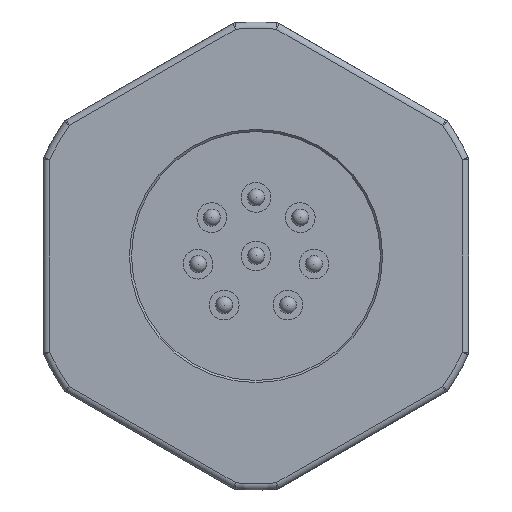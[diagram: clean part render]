
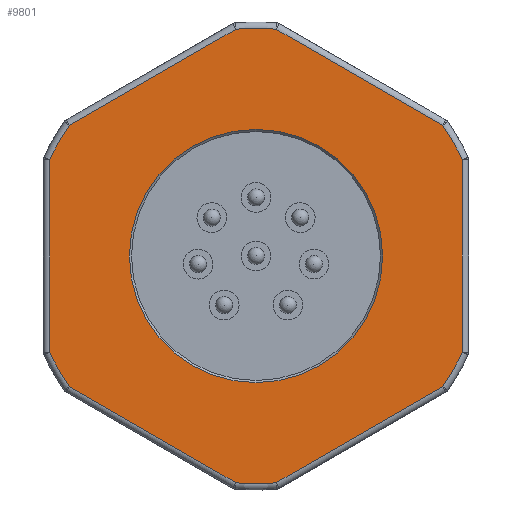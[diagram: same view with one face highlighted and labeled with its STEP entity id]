
A CAD part, left-side view. The second image highlights one B-rep face of the part: STEP entity #9801.
In plain terms, the highlighted face is planar.
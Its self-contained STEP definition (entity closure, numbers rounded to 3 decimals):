
#657=LINE('',#20171,#1465);
#663=LINE('',#20199,#1471);
#669=LINE('',#20227,#1477);
#675=LINE('',#20255,#1483);
#681=LINE('',#20283,#1489);
#687=LINE('',#20311,#1495);
#1465=VECTOR('',#12005,1000.);
#1471=VECTOR('',#12043,1000.);
#1477=VECTOR('',#12081,1000.);
#1483=VECTOR('',#12119,1000.);
#1489=VECTOR('',#12157,1000.);
#1495=VECTOR('',#12195,1000.);
#2193=PLANE('',#10640);
#3732=ORIENTED_EDGE('',*,*,#5685,.F.);
#3733=ORIENTED_EDGE('',*,*,#5897,.F.);
#3734=ORIENTED_EDGE('',*,*,#5890,.F.);
#3735=ORIENTED_EDGE('',*,*,#5883,.F.);
#3736=ORIENTED_EDGE('',*,*,#5876,.F.);
#3737=ORIENTED_EDGE('',*,*,#5869,.T.);
#3738=ORIENTED_EDGE('',*,*,#5862,.F.);
#3739=ORIENTED_EDGE('',*,*,#5855,.F.);
#3740=ORIENTED_EDGE('',*,*,#5848,.F.);
#3741=ORIENTED_EDGE('',*,*,#5841,.F.);
#3742=ORIENTED_EDGE('',*,*,#5834,.F.);
#3743=ORIENTED_EDGE('',*,*,#5827,.T.);
#3744=ORIENTED_EDGE('',*,*,#5901,.F.);
#5685=EDGE_CURVE('',#6975,#6975,#7727,.T.);
#5827=EDGE_CURVE('',#7065,#7064,#657,.T.);
#5834=EDGE_CURVE('',#7065,#7068,#7799,.T.);
#5841=EDGE_CURVE('',#7068,#7071,#663,.T.);
#5848=EDGE_CURVE('',#7071,#7074,#7807,.T.);
#5855=EDGE_CURVE('',#7074,#7077,#669,.T.);
#5862=EDGE_CURVE('',#7077,#7080,#7815,.T.);
#5869=EDGE_CURVE('',#7083,#7080,#675,.T.);
#5876=EDGE_CURVE('',#7083,#7086,#7823,.T.);
#5883=EDGE_CURVE('',#7086,#7089,#681,.T.);
#5890=EDGE_CURVE('',#7089,#7092,#7831,.T.);
#5897=EDGE_CURVE('',#7092,#7095,#687,.T.);
#5901=EDGE_CURVE('',#7095,#7064,#7837,.T.);
#6975=VERTEX_POINT('',#18150);
#7064=VERTEX_POINT('',#20164);
#7065=VERTEX_POINT('',#20168);
#7068=VERTEX_POINT('',#20182);
#7071=VERTEX_POINT('',#20196);
#7074=VERTEX_POINT('',#20210);
#7077=VERTEX_POINT('',#20224);
#7080=VERTEX_POINT('',#20238);
#7083=VERTEX_POINT('',#20252);
#7086=VERTEX_POINT('',#20266);
#7089=VERTEX_POINT('',#20280);
#7092=VERTEX_POINT('',#20294);
#7095=VERTEX_POINT('',#20308);
#7727=CIRCLE('',#10438,5.95);
#7799=CIRCLE('',#10561,10.7);
#7807=CIRCLE('',#10577,10.7);
#7815=CIRCLE('',#10593,10.7);
#7823=CIRCLE('',#10609,10.7);
#7831=CIRCLE('',#10625,10.7);
#7837=CIRCLE('',#10639,10.7);
#8327=EDGE_LOOP('',(#3732));
#8328=EDGE_LOOP('',(#3733,#3734,#3735,#3736,#3737,#3738,#3739,#3740,#3741,
#3742,#3743,#3744));
#9038=FACE_BOUND('',#8327,.T.);
#9039=FACE_BOUND('',#8328,.T.);
#9801=ADVANCED_FACE('',(#9038,#9039),#2193,.F.);
#10438=AXIS2_PLACEMENT_3D('',#18149,#11742,#11743);
#10561=AXIS2_PLACEMENT_3D('',#20185,#12024,#12025);
#10577=AXIS2_PLACEMENT_3D('',#20213,#12062,#12063);
#10593=AXIS2_PLACEMENT_3D('',#20241,#12100,#12101);
#10609=AXIS2_PLACEMENT_3D('',#20269,#12138,#12139);
#10625=AXIS2_PLACEMENT_3D('',#20297,#12176,#12177);
#10639=AXIS2_PLACEMENT_3D('',#20319,#12209,#12210);
#10640=AXIS2_PLACEMENT_3D('',#20320,#12211,#12212);
#11742=DIRECTION('',(0.,0.,-1.));
#11743=DIRECTION('',(0.,1.,0.));
#12005=DIRECTION('',(0.,-1.,0.));
#12024=DIRECTION('',(0.,0.,1.));
#12025=DIRECTION('',(0.907,0.422,0.));
#12043=DIRECTION('',(-0.866,0.5,0.));
#12062=DIRECTION('',(0.,0.,1.));
#12063=DIRECTION('',(0.088,0.996,0.));
#12081=DIRECTION('',(-0.866,-0.5,0.));
#12100=DIRECTION('',(0.,0.,1.));
#12101=DIRECTION('',(-0.819,0.574,0.));
#12119=DIRECTION('',(0.,1.,0.));
#12138=DIRECTION('',(0.,0.,1.));
#12139=DIRECTION('',(-0.907,-0.422,0.));
#12157=DIRECTION('',(0.866,-0.5,0.));
#12176=DIRECTION('',(0.,0.,1.));
#12177=DIRECTION('',(-0.088,-0.996,0.));
#12195=DIRECTION('',(0.866,0.5,0.));
#12209=DIRECTION('',(0.,0.,1.));
#12210=DIRECTION('',(0.819,-0.574,0.));
#12211=DIRECTION('',(0.,0.,1.));
#12212=DIRECTION('',(1.,0.,0.));
#18149=CARTESIAN_POINT('',(0.,0.,0.));
#18150=CARTESIAN_POINT('',(0.,5.95,0.));
#20164=CARTESIAN_POINT('',(9.7,-4.517,0.));
#20168=CARTESIAN_POINT('',(9.7,4.517,0.));
#20171=CARTESIAN_POINT('',(9.7,4.517,0.));
#20182=CARTESIAN_POINT('',(8.762,6.142,0.));
#20185=CARTESIAN_POINT('',(0.,0.,0.));
#20196=CARTESIAN_POINT('',(0.938,10.659,0.));
#20199=CARTESIAN_POINT('',(8.762,6.142,0.));
#20210=CARTESIAN_POINT('',(-0.938,10.659,0.));
#20213=CARTESIAN_POINT('',(0.,0.,0.));
#20224=CARTESIAN_POINT('',(-8.762,6.142,0.));
#20227=CARTESIAN_POINT('',(-0.938,10.659,0.));
#20238=CARTESIAN_POINT('',(-9.7,4.517,0.));
#20241=CARTESIAN_POINT('',(0.,0.,0.));
#20252=CARTESIAN_POINT('',(-9.7,-4.517,0.));
#20255=CARTESIAN_POINT('',(-9.7,-4.517,0.));
#20266=CARTESIAN_POINT('',(-8.762,-6.142,0.));
#20269=CARTESIAN_POINT('',(0.,0.,0.));
#20280=CARTESIAN_POINT('',(-0.938,-10.659,0.));
#20283=CARTESIAN_POINT('',(-8.762,-6.142,0.));
#20294=CARTESIAN_POINT('',(0.938,-10.659,0.));
#20297=CARTESIAN_POINT('',(0.,0.,0.));
#20308=CARTESIAN_POINT('',(8.762,-6.142,0.));
#20311=CARTESIAN_POINT('',(0.938,-10.659,0.));
#20319=CARTESIAN_POINT('',(0.,0.,0.));
#20320=CARTESIAN_POINT('',(0.,0.,0.));
